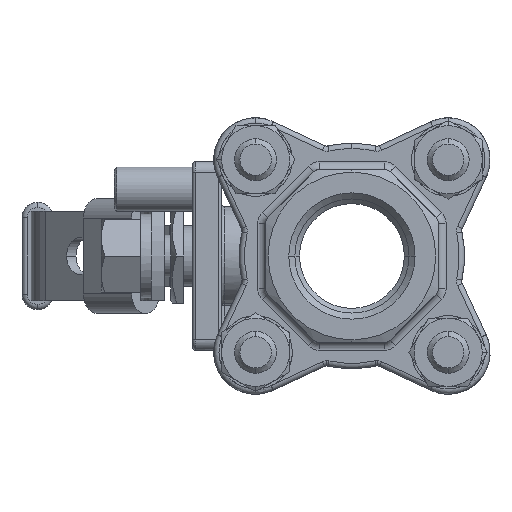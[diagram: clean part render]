
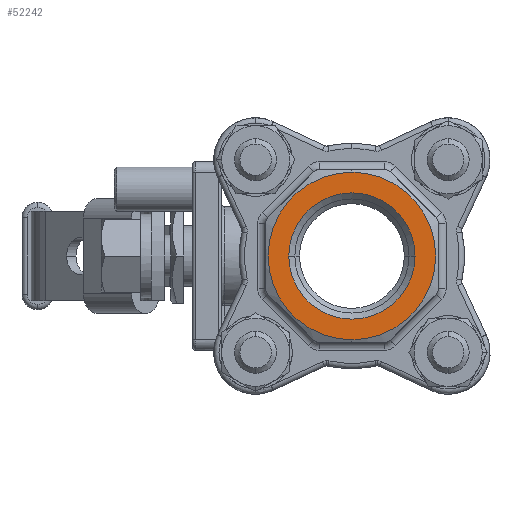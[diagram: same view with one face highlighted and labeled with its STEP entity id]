
A CAD part, left-side view. The second image highlights one B-rep face of the part: STEP entity #52242.
In plain terms, the highlighted planar face has unit normal (-1, 0, 0).
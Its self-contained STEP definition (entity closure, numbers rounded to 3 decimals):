
#48055 = VERTEX_POINT ( 'NONE', #86218 ) ;
#48057 = VERTEX_POINT ( 'NONE', #86217 ) ;
#48087 = VERTEX_POINT ( 'NONE', #86299 ) ;
#48101 = EDGE_CURVE ( 'NONE', #48106, #48087, #86319, .T. ) ;
#48106 = VERTEX_POINT ( 'NONE', #86309 ) ;
#48151 = EDGE_CURVE ( 'NONE', #48055, #48057, #86473, .T. ) ;
#52242 = ADVANCED_FACE ( 'NONE', ( #75369, #75424 ), #75408, .F. ) ;
#52243 = EDGE_LOOP ( 'NONE', ( #52244, #52246 ) ) ;
#52244 = ORIENTED_EDGE ( 'NONE', *, *, #52245, .F. ) ;
#52245 = EDGE_CURVE ( 'NONE', #48087, #48106, #75403, .T. ) ;
#52246 = ORIENTED_EDGE ( 'NONE', *, *, #48101, .F. ) ;
#52247 = EDGE_LOOP ( 'NONE', ( #52248, #52250 ) ) ;
#52248 = ORIENTED_EDGE ( 'NONE', *, *, #52249, .T. ) ;
#52249 = EDGE_CURVE ( 'NONE', #48057, #48055, #75398, .T. ) ;
#52250 = ORIENTED_EDGE ( 'NONE', *, *, #48151, .T. ) ;
#75369 = FACE_BOUND ( 'NONE', #52243, .T. ) ;
#75398 = CIRCLE ( 'NONE', #75456, 16. ) ;
#75399 = DIRECTION ( 'NONE',  ( 0., -1., 0. ) ) ;
#75400 = DIRECTION ( 'NONE',  ( -1., 0., 0. ) ) ;
#75401 = CARTESIAN_POINT ( 'NONE',  ( -40., 0., 0. ) ) ;
#75402 = AXIS2_PLACEMENT_3D ( 'NONE', #75401, #75400, #75399 ) ;
#75403 = CIRCLE ( 'NONE', #75402, 12.059 ) ;
#75404 = DIRECTION ( 'NONE',  ( 0., 0., 1. ) ) ;
#75405 = DIRECTION ( 'NONE',  ( 1., 0., 0. ) ) ;
#75406 = CARTESIAN_POINT ( 'NONE',  ( -40., 0., 0. ) ) ;
#75407 = AXIS2_PLACEMENT_3D ( 'NONE', #75406, #75405, #75404 ) ;
#75408 = PLANE ( 'NONE',  #75407 ) ;
#75424 = FACE_OUTER_BOUND ( 'NONE', #52247, .T. ) ;
#75453 = DIRECTION ( 'NONE',  ( 0., 0., 1. ) ) ;
#75454 = DIRECTION ( 'NONE',  ( -1., 0., 0. ) ) ;
#75455 = CARTESIAN_POINT ( 'NONE',  ( -40., 0., 0. ) ) ;
#75456 = AXIS2_PLACEMENT_3D ( 'NONE', #75455, #75454, #75453 ) ;
#86217 = CARTESIAN_POINT ( 'NONE',  ( -40., 0., 16. ) ) ;
#86218 = CARTESIAN_POINT ( 'NONE',  ( -40., 0., -16. ) ) ;
#86299 = CARTESIAN_POINT ( 'NONE',  ( -40., 12.059, 0. ) ) ;
#86309 = CARTESIAN_POINT ( 'NONE',  ( -40., -12.059, 0. ) ) ;
#86315 = DIRECTION ( 'NONE',  ( 0., -1., 0. ) ) ;
#86316 = DIRECTION ( 'NONE',  ( -1., 0., 0. ) ) ;
#86317 = CARTESIAN_POINT ( 'NONE',  ( -40., 0., 0. ) ) ;
#86318 = AXIS2_PLACEMENT_3D ( 'NONE', #86317, #86316, #86315 ) ;
#86319 = CIRCLE ( 'NONE', #86318, 12.059 ) ;
#86465 = DIRECTION ( 'NONE',  ( 0., 0., 1. ) ) ;
#86466 = DIRECTION ( 'NONE',  ( -1., 0., 0. ) ) ;
#86467 = CARTESIAN_POINT ( 'NONE',  ( -40., 0., 0. ) ) ;
#86468 = AXIS2_PLACEMENT_3D ( 'NONE', #86467, #86466, #86465 ) ;
#86473 = CIRCLE ( 'NONE', #86468, 16. ) ;
